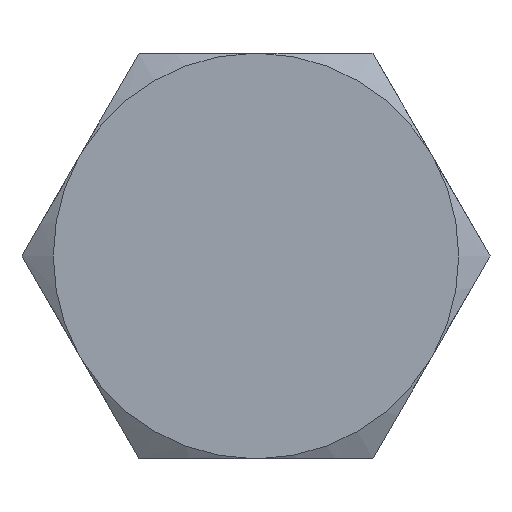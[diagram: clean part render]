
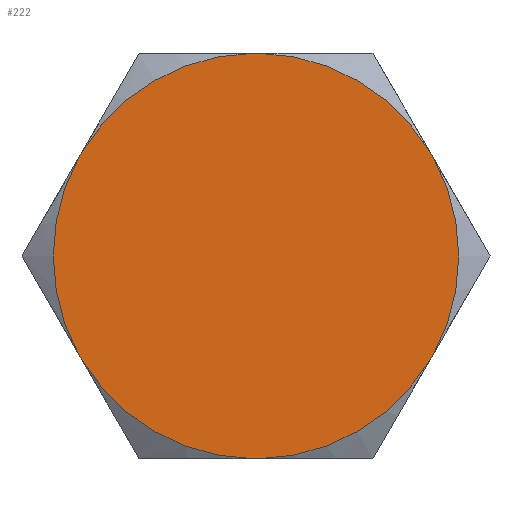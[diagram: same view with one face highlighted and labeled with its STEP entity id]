
A CAD part, front view. The second image highlights one B-rep face of the part: STEP entity #222.
In plain terms, the highlighted planar face has unit normal (0, -1, 0).
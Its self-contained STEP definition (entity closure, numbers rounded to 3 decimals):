
#12 = DIRECTION ( 'NONE',  ( 0., 0., 1. ) ) ;
#16 = AXIS2_PLACEMENT_3D ( 'NONE', #572, #82, #311 ) ;
#29 = AXIS2_PLACEMENT_3D ( 'NONE', #629, #131, #368 ) ;
#36 = CARTESIAN_POINT ( 'NONE',  ( -2.406, -2., 1.333 ) ) ;
#42 = VERTEX_POINT ( 'NONE', #698 ) ;
#44 = AXIS2_PLACEMENT_3D ( 'NONE', #280, #290, #509 ) ;
#47 = EDGE_CURVE ( 'NONE', #548, #583, #623, .T. ) ;
#49 = ORIENTED_EDGE ( 'NONE', *, *, #437, .T. ) ;
#58 = VECTOR ( 'NONE', #244, 1000. ) ;
#71 = CIRCLE ( 'NONE', #488, 2.75 ) ;
#76 = FACE_OUTER_BOUND ( 'NONE', #508, .T. ) ;
#82 = DIRECTION ( 'NONE',  ( 0., 1., 0. ) ) ;
#85 = AXIS2_PLACEMENT_3D ( 'NONE', #551, #569, #12 ) ;
#88 = CARTESIAN_POINT ( 'NONE',  ( 0., -2., 2.75 ) ) ;
#90 = EDGE_CURVE ( 'NONE', #616, #410, #599, .T. ) ;
#98 = ORIENTED_EDGE ( 'NONE', *, *, #566, .T. ) ;
#100 = AXIS2_PLACEMENT_3D ( 'NONE', #722, #116, #664 ) ;
#116 = DIRECTION ( 'NONE',  ( 0., -1., 0. ) ) ;
#130 = CIRCLE ( 'NONE', #44, 2.75 ) ;
#131 = DIRECTION ( 'NONE',  ( 0., -1., 0. ) ) ;
#132 = VECTOR ( 'NONE', #307, 1000. ) ;
#139 = ORIENTED_EDGE ( 'NONE', *, *, #270, .T. ) ;
#149 = CARTESIAN_POINT ( 'NONE',  ( -2.357, -2., -1.417 ) ) ;
#151 = CIRCLE ( 'NONE', #545, 2.75 ) ;
#157 = EDGE_CURVE ( 'NONE', #410, #42, #541, .T. ) ;
#164 = LINE ( 'NONE', #220, #707 ) ;
#172 = VERTEX_POINT ( 'NONE', #149 ) ;
#174 = DIRECTION ( 'NONE',  ( -0.5, 0., 0.866 ) ) ;
#178 = CARTESIAN_POINT ( 'NONE',  ( -0.048, -2., 2.75 ) ) ;
#185 = ORIENTED_EDGE ( 'NONE', *, *, #226, .T. ) ;
#193 = DIRECTION ( 'NONE',  ( 0., -1., 0. ) ) ;
#197 = EDGE_CURVE ( 'NONE', #442, #616, #713, .T. ) ;
#218 = ORIENTED_EDGE ( 'NONE', *, *, #391, .T. ) ;
#220 = CARTESIAN_POINT ( 'NONE',  ( 2.357, -2., 1.417 ) ) ;
#222 = ADVANCED_FACE ( 'NONE', ( #76 ), #687, .F. ) ;
#226 = EDGE_CURVE ( 'NONE', #326, #560, #701, .T. ) ;
#236 = LINE ( 'NONE', #689, #706 ) ;
#237 = ORIENTED_EDGE ( 'NONE', *, *, #157, .T. ) ;
#244 = DIRECTION ( 'NONE',  ( 1., 0., 0. ) ) ;
#251 = CARTESIAN_POINT ( 'NONE',  ( 2.357, -2., 1.417 ) ) ;
#253 = CARTESIAN_POINT ( 'NONE',  ( 0., -2., 0. ) ) ;
#270 = EDGE_CURVE ( 'NONE', #172, #548, #71, .T. ) ;
#278 = VECTOR ( 'NONE', #321, 1000. ) ;
#280 = CARTESIAN_POINT ( 'NONE',  ( 0., -2., 0. ) ) ;
#290 = DIRECTION ( 'NONE',  ( 0., -1., 0. ) ) ;
#301 = CARTESIAN_POINT ( 'NONE',  ( 0., -2., -2.75 ) ) ;
#307 = DIRECTION ( 'NONE',  ( 0.5, 0., 0.866 ) ) ;
#309 = CARTESIAN_POINT ( 'NONE',  ( -2.406, -2., -1.333 ) ) ;
#311 = DIRECTION ( 'NONE',  ( 0., 0., 1. ) ) ;
#321 = DIRECTION ( 'NONE',  ( -1., 0., 0. ) ) ;
#326 = VERTEX_POINT ( 'NONE', #634 ) ;
#362 = EDGE_CURVE ( 'NONE', #439, #442, #130, .T. ) ;
#368 = DIRECTION ( 'NONE',  ( 0., 0., 1. ) ) ;
#383 = EDGE_CURVE ( 'NONE', #560, #504, #561, .T. ) ;
#391 = EDGE_CURVE ( 'NONE', #504, #439, #164, .T. ) ;
#410 = VERTEX_POINT ( 'NONE', #564 ) ;
#425 = DIRECTION ( 'NONE',  ( 0.5, 0., -0.866 ) ) ;
#427 = ORIENTED_EDGE ( 'NONE', *, *, #47, .T. ) ;
#433 = DIRECTION ( 'NONE',  ( -0.5, 0., -0.866 ) ) ;
#437 = EDGE_CURVE ( 'NONE', #42, #456, #563, .T. ) ;
#439 = VERTEX_POINT ( 'NONE', #251 ) ;
#442 = VERTEX_POINT ( 'NONE', #473 ) ;
#443 = VECTOR ( 'NONE', #433, 1000. ) ;
#456 = VERTEX_POINT ( 'NONE', #309 ) ;
#471 = CARTESIAN_POINT ( 'NONE',  ( 2.406, -2., -1.333 ) ) ;
#473 = CARTESIAN_POINT ( 'NONE',  ( 0.048, -2., 2.75 ) ) ;
#488 = AXIS2_PLACEMENT_3D ( 'NONE', #253, #639, #535 ) ;
#504 = VERTEX_POINT ( 'NONE', #635 ) ;
#508 = EDGE_LOOP ( 'NONE', ( #626, #139, #427, #98, #185, #542, #218, #650, #725, #704, #237, #49 ) ) ;
#509 = DIRECTION ( 'NONE',  ( 0., 0., 1. ) ) ;
#514 = DIRECTION ( 'NONE',  ( 0., 0., 1. ) ) ;
#521 = CARTESIAN_POINT ( 'NONE',  ( 2.406, -2., -1.333 ) ) ;
#535 = DIRECTION ( 'NONE',  ( 0., 0., 1. ) ) ;
#541 = LINE ( 'NONE', #36, #443 ) ;
#542 = ORIENTED_EDGE ( 'NONE', *, *, #383, .T. ) ;
#545 = AXIS2_PLACEMENT_3D ( 'NONE', #679, #193, #514 ) ;
#548 = VERTEX_POINT ( 'NONE', #675 ) ;
#551 = CARTESIAN_POINT ( 'NONE',  ( 0., -2., 0. ) ) ;
#560 = VERTEX_POINT ( 'NONE', #471 ) ;
#561 = CIRCLE ( 'NONE', #100, 2.75 ) ;
#563 = CIRCLE ( 'NONE', #85, 2.75 ) ;
#564 = CARTESIAN_POINT ( 'NONE',  ( -2.357, -2., 1.417 ) ) ;
#566 = EDGE_CURVE ( 'NONE', #583, #326, #151, .T. ) ;
#569 = DIRECTION ( 'NONE',  ( 0., -1., 0. ) ) ;
#572 = CARTESIAN_POINT ( 'NONE',  ( 0., -2., 0. ) ) ;
#583 = VERTEX_POINT ( 'NONE', #586 ) ;
#586 = CARTESIAN_POINT ( 'NONE',  ( 0.048, -2., -2.75 ) ) ;
#595 = EDGE_CURVE ( 'NONE', #456, #172, #236, .T. ) ;
#599 = CIRCLE ( 'NONE', #29, 2.75 ) ;
#616 = VERTEX_POINT ( 'NONE', #178 ) ;
#623 = LINE ( 'NONE', #301, #58 ) ;
#626 = ORIENTED_EDGE ( 'NONE', *, *, #595, .T. ) ;
#629 = CARTESIAN_POINT ( 'NONE',  ( 0., -2., 0. ) ) ;
#634 = CARTESIAN_POINT ( 'NONE',  ( 2.357, -2., -1.417 ) ) ;
#635 = CARTESIAN_POINT ( 'NONE',  ( 2.406, -2., 1.333 ) ) ;
#639 = DIRECTION ( 'NONE',  ( 0., -1., 0. ) ) ;
#650 = ORIENTED_EDGE ( 'NONE', *, *, #362, .T. ) ;
#664 = DIRECTION ( 'NONE',  ( 0., 0., 1. ) ) ;
#675 = CARTESIAN_POINT ( 'NONE',  ( -0.048, -2., -2.75 ) ) ;
#679 = CARTESIAN_POINT ( 'NONE',  ( 0., -2., 0. ) ) ;
#687 = PLANE ( 'NONE',  #16 ) ;
#689 = CARTESIAN_POINT ( 'NONE',  ( -2.357, -2., -1.417 ) ) ;
#698 = CARTESIAN_POINT ( 'NONE',  ( -2.406, -2., 1.333 ) ) ;
#701 = LINE ( 'NONE', #521, #132 ) ;
#704 = ORIENTED_EDGE ( 'NONE', *, *, #90, .T. ) ;
#706 = VECTOR ( 'NONE', #425, 1000. ) ;
#707 = VECTOR ( 'NONE', #174, 1000. ) ;
#713 = LINE ( 'NONE', #88, #278 ) ;
#722 = CARTESIAN_POINT ( 'NONE',  ( 0., -2., 0. ) ) ;
#725 = ORIENTED_EDGE ( 'NONE', *, *, #197, .T. ) ;
